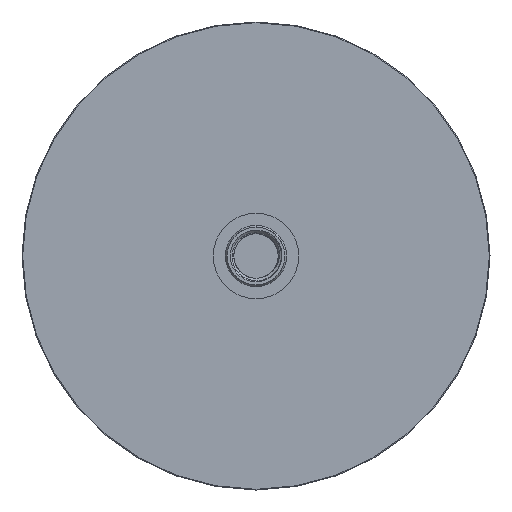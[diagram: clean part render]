
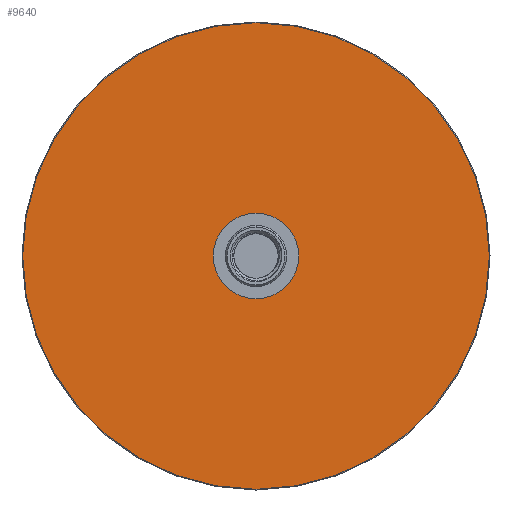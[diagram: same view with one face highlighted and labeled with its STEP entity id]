
A CAD part, front view. The second image highlights one B-rep face of the part: STEP entity #9640.
In plain terms, the highlighted planar face has unit normal (0, -1, 0).
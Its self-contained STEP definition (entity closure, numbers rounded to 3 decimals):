
#1=CARTESIAN_POINT('',(0.,0.,0.));
#2=DIRECTION('',(0.,1.,0.));
#3=DIRECTION('',(0.,0.,-1.));
#4=AXIS2_PLACEMENT_3D('',#1,#2,#3);
#6=CARTESIAN_POINT('',(0.,0.,0.));
#7=DIRECTION('',(0.,1.,0.));
#8=DIRECTION('',(0.,0.,1.));
#9=AXIS2_PLACEMENT_3D('',#6,#7,#8);
#11=CARTESIAN_POINT('',(0.,0.,0.));
#12=DIRECTION('',(0.,-1.,0.));
#13=DIRECTION('',(1.,0.,0.));
#14=AXIS2_PLACEMENT_3D('',#11,#12,#13);
#16=CARTESIAN_POINT('',(0.,0.,0.));
#17=DIRECTION('',(0.,-1.,0.));
#18=DIRECTION('',(-1.,0.,0.));
#19=AXIS2_PLACEMENT_3D('',#16,#17,#18);
#8149=CARTESIAN_POINT('',(0.,0.,-17.5));
#8150=CARTESIAN_POINT('',(0.,0.,17.5));
#8151=VERTEX_POINT('',#8149);
#8152=VERTEX_POINT('',#8150);
#8867=CARTESIAN_POINT('',(99.7,0.,0.));
#8868=CARTESIAN_POINT('',(-99.7,0.,0.));
#8869=VERTEX_POINT('',#8867);
#8870=VERTEX_POINT('',#8868);
#9623=CARTESIAN_POINT('',(0.,0.,0.));
#9624=DIRECTION('',(0.,1.,0.));
#9625=DIRECTION('',(1.,0.,0.));
#9626=AXIS2_PLACEMENT_3D('',#9623,#9624,#9625);
#9627=PLANE('',#9626);
#9629=ORIENTED_EDGE('',*,*,#9628,.F.);
#9631=ORIENTED_EDGE('',*,*,#9630,.F.);
#9632=EDGE_LOOP('',(#9629,#9631));
#9633=FACE_OUTER_BOUND('',#9632,.F.);
#9635=ORIENTED_EDGE('',*,*,#9634,.F.);
#9637=ORIENTED_EDGE('',*,*,#9636,.F.);
#9638=EDGE_LOOP('',(#9635,#9637));
#9639=FACE_BOUND('',#9638,.F.);
#9640=ADVANCED_FACE('',(#9633,#9639),#9627,.F.);
#5=CIRCLE('',#4,17.5);
#10=CIRCLE('',#9,17.5);
#15=CIRCLE('',#14,99.7);
#20=CIRCLE('',#19,99.7);
#9628=EDGE_CURVE('',#8869,#8870,#15,.T.);
#9630=EDGE_CURVE('',#8870,#8869,#20,.T.);
#9634=EDGE_CURVE('',#8151,#8152,#5,.T.);
#9636=EDGE_CURVE('',#8152,#8151,#10,.T.);
